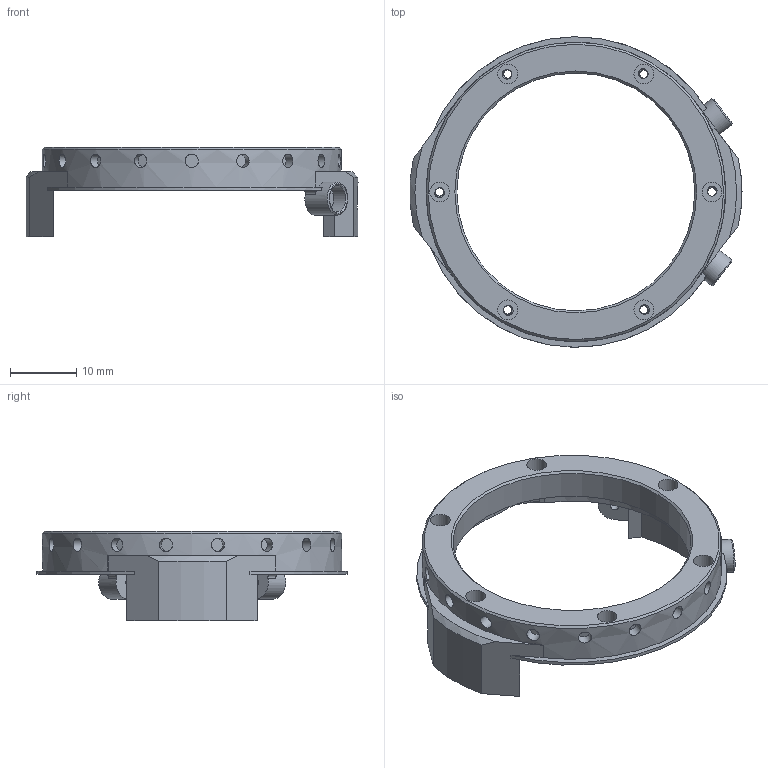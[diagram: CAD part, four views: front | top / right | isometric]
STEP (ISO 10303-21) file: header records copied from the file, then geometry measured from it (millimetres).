
FILE_DESCRIPTION(/* description */ (''),/* implementation_level */ '2;1');
FILE_NAME(/* name */ 'Upper.step',/* time_stamp */ '2022-10-16T15:26:11+02:00',/* author */ (''),/* organization */ (''),/* preprocessor_version */ 'ST-DEVELOPER v19',/* originating_system */ 'Autodesk Translation Framework v11.7.0.108',/* authorisation */ '');
FILE_SCHEMA (('AUTOMOTIVE_DESIGN { 1 0 10303 214 3 1 1 }'));
Length unit declared in the file: millimetre
Products named in the file (1): Upper
Bounding box: 50.24 x 47 x 13.5 mm (x, y, z)
Volume: 4104.5 mm3; surface area: 4471 mm2
Topology: 1 solids, 1 shells, 281 faces, 785 edges, 528 vertices
Faces by surface type: cylinder 197, plane 64, bspline 12, cone 8
Full cylindrical faces by diameter (mm): 1.25 x3, 1.271 x30, 1.668 x22, 2 x18, 3 x6, 4 x2, 5 x3, 36 x1, 39.046 x1, 45.3 x1
Entity records: 19093 total; most frequent: CARTESIAN_POINT 12411, ORIENTED_EDGE 1570, DIRECTION 1067, EDGE_CURVE 785, VERTEX_POINT 528, AXIS2_PLACEMENT_3D 392, B_SPLINE_CURVE_WITH_KNOTS 376, EDGE_LOOP 335
